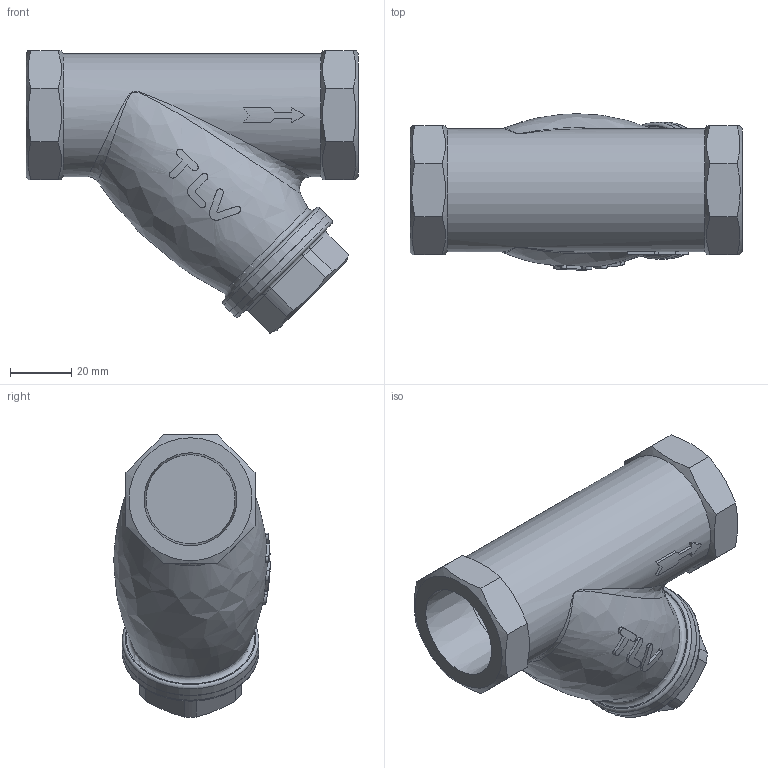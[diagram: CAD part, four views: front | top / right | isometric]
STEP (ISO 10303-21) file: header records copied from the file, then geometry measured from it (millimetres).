
FILE_DESCRIPTION((''),'2;1');
FILE_NAME('y3000-025-screw-00.stp','2011-05-26T15:15:23',('asada'),(''),'Autodesk Inventor 2011','Autodesk Inventor 2011','');
FILE_SCHEMA(('AUTOMOTIVE_DESIGN { 1 0 10303 214 1 1 1 1 }'));
Length unit declared in the file: millimetre
Products named in the file (1): y3000-025-screw-00
Bounding box: 108 x 50.86 x 91.95 mm (x, y, z)
Volume: 200288.5 mm3; surface area: 32650 mm2
Topology: 2 solids, 2 shells, 108 faces, 268 edges, 173 vertices
Faces by surface type: plane 56, cylinder 31, torus 9, cone 7, bspline 5
Full cylindrical faces by diameter (mm): 29 x2, 40 x1, 44.5 x2
Entity records: 4169 total; most frequent: CARTESIAN_POINT 1869, ORIENTED_EDGE 488, DIRECTION 418, EDGE_CURVE 244, AXIS2_PLACEMENT_3D 166, VERTEX_POINT 165, EDGE_LOOP 133, FACE_OUTER_BOUND 108
